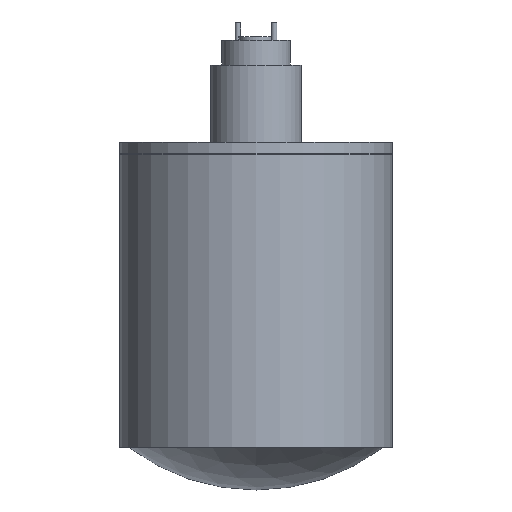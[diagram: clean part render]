
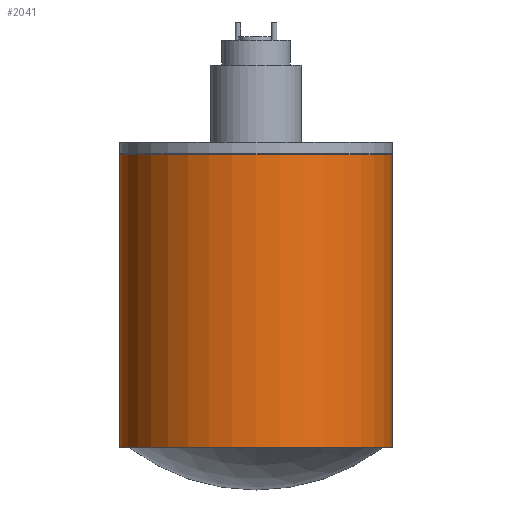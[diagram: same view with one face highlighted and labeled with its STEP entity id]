
A CAD part, front view. The second image highlights one B-rep face of the part: STEP entity #2041.
In plain terms, the highlighted cylindrical face has radius 38.1 mm (diameter 76.2 mm), a partial arc.
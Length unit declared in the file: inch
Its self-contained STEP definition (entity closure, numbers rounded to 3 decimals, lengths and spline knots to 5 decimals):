
#762 = AXIS2_PLACEMENT_3D ( 'NONE', #9430, #921, #6898 ) ;
#921 = DIRECTION ( 'NONE',  ( 0., 0., 1. ) ) ;
#1593 = DIRECTION ( 'NONE',  ( 0., 0., 1. ) ) ;
#2041 = ADVANCED_FACE ( 'NONE', ( #14058 ), #13979, .T. ) ;
#2864 = DIRECTION ( 'NONE',  ( 1., 0., 0. ) ) ;
#3034 = AXIS2_PLACEMENT_3D ( 'NONE', #6929, #1593, #2864 ) ;
#3061 = VERTEX_POINT ( 'NONE', #10730 ) ;
#3236 = CARTESIAN_POINT ( 'NONE',  ( -1.5, 0., -0.125 ) ) ;
#3353 = CARTESIAN_POINT ( 'NONE',  ( 0., 0., -0.125 ) ) ;
#3773 = ORIENTED_EDGE ( 'NONE', *, *, #8366, .F. ) ;
#4706 = VECTOR ( 'NONE', #10785, 39.37008 ) ;
#4839 = EDGE_CURVE ( 'NONE', #13522, #3061, #14584, .T. ) ;
#6114 = CARTESIAN_POINT ( 'NONE',  ( 1.5, 0., -0.125 ) ) ;
#6898 = DIRECTION ( 'NONE',  ( 1., 0., 0. ) ) ;
#6929 = CARTESIAN_POINT ( 'NONE',  ( 0., 0., -4.473 ) ) ;
#7369 = VECTOR ( 'NONE', #13017, 39.37008 ) ;
#7499 = CARTESIAN_POINT ( 'NONE',  ( -1.5, 0., -1.253 ) ) ;
#7610 = AXIS2_PLACEMENT_3D ( 'NONE', #3353, #11604, #12713 ) ;
#7929 = EDGE_CURVE ( 'NONE', #10474, #15661, #10388, .T. ) ;
#8366 = EDGE_CURVE ( 'NONE', #15661, #3061, #11422, .T. ) ;
#9430 = CARTESIAN_POINT ( 'NONE',  ( 0., 0., -1.253 ) ) ;
#10388 = LINE ( 'NONE', #3236, #7369 ) ;
#10474 = VERTEX_POINT ( 'NONE', #11813 ) ;
#10730 = CARTESIAN_POINT ( 'NONE',  ( 1.5, 0., -1.253 ) ) ;
#10785 = DIRECTION ( 'NONE',  ( 0., 0., 1. ) ) ;
#11422 = CIRCLE ( 'NONE', #762, 1.5 ) ;
#11604 = DIRECTION ( 'NONE',  ( 0., 0., 1. ) ) ;
#11813 = CARTESIAN_POINT ( 'NONE',  ( -1.5, 0., -4.473 ) ) ;
#12290 = CARTESIAN_POINT ( 'NONE',  ( 1.5, 0., -4.473 ) ) ;
#12298 = ORIENTED_EDGE ( 'NONE', *, *, #4839, .T. ) ;
#12416 = CIRCLE ( 'NONE', #3034, 1.5 ) ;
#12500 = ORIENTED_EDGE ( 'NONE', *, *, #7929, .F. ) ;
#12713 = DIRECTION ( 'NONE',  ( 1., 0., 0. ) ) ;
#13017 = DIRECTION ( 'NONE',  ( 0., 0., 1. ) ) ;
#13522 = VERTEX_POINT ( 'NONE', #12290 ) ;
#13979 = CYLINDRICAL_SURFACE ( 'NONE', #7610, 1.5 ) ;
#14058 = FACE_OUTER_BOUND ( 'NONE', #15520, .T. ) ;
#14293 = EDGE_CURVE ( 'NONE', #10474, #13522, #12416, .T. ) ;
#14584 = LINE ( 'NONE', #6114, #4706 ) ;
#15155 = ORIENTED_EDGE ( 'NONE', *, *, #14293, .T. ) ;
#15520 = EDGE_LOOP ( 'NONE', ( #12500, #15155, #12298, #3773 ) ) ;
#15661 = VERTEX_POINT ( 'NONE', #7499 ) ;
